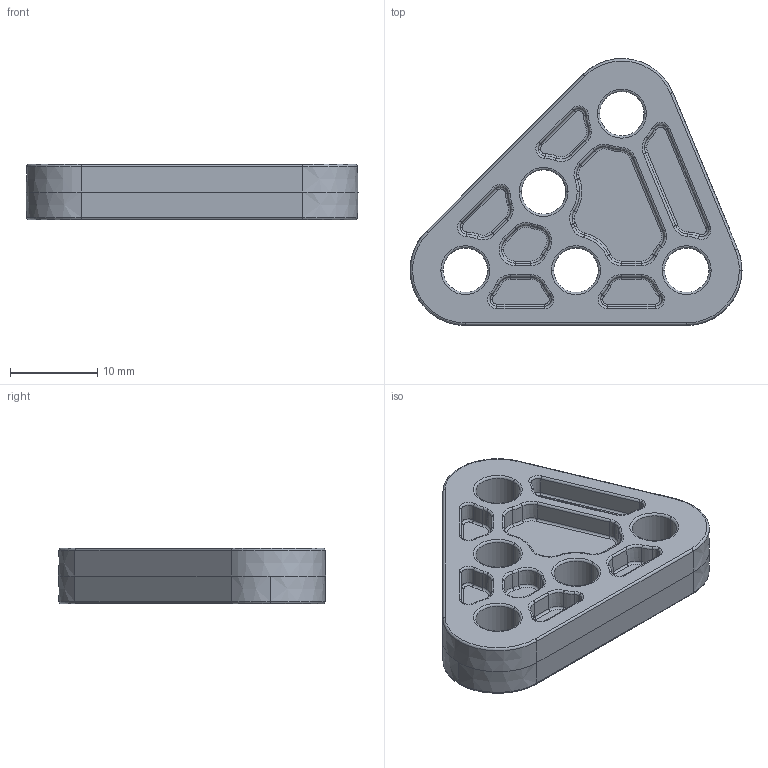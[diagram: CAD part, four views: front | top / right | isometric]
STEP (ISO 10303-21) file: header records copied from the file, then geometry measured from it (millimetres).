
FILE_DESCRIPTION (( 'STEP AP214' ), '1' );
FILE_NAME ('am-5010_045 RoBits Angle Gusset (45°).STEP', '2023-03-22T21:18:32', ( '' ), ( '' ), 'SwSTEP 2.0', 'SolidWorks 2022', '' );
FILE_SCHEMA (( 'AUTOMOTIVE_DESIGN' ));
Length unit declared in the file: inch
Products named in the file (1): am-5010_045 RoBits Angle Gusset (45°)
Bounding box: 38.1 x 30.66 x 6.35 mm (x, y, z)
Volume: 3277.1 mm3; surface area: 3218.6 mm2
Topology: 1 solids, 1 shells, 506 faces, 1150 edges, 660 vertices
Faces by surface type: torus 256, cone 122, cylinder 76, plane 52
Entity records: 14361 total; most frequent: DIRECTION 3011, CARTESIAN_POINT 2317, ORIENTED_EDGE 2300, AXIS2_PLACEMENT_3D 1354, EDGE_CURVE 1150, CIRCLE 847, VERTEX_POINT 660, EDGE_LOOP 530
